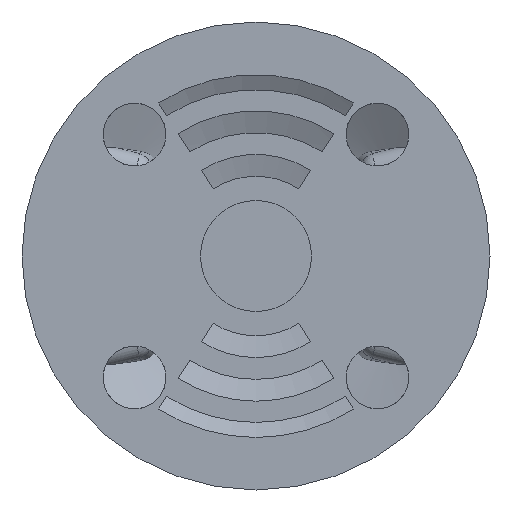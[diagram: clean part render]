
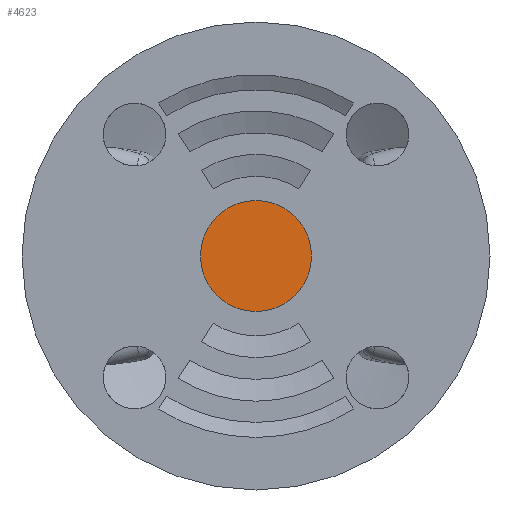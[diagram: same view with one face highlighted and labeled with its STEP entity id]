
A CAD part, front view. The second image highlights one B-rep face of the part: STEP entity #4623.
In plain terms, the highlighted planar face has unit normal (0, -1, 0).
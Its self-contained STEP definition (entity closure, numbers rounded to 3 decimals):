
#135 = CARTESIAN_POINT ( 'NONE',  ( 0., 11., -14. ) ) ;
#669 = CARTESIAN_POINT ( 'NONE',  ( 0., 11., 0. ) ) ;
#944 = CARTESIAN_POINT ( 'NONE',  ( 0., 11., 14. ) ) ;
#1043 = VERTEX_POINT ( 'NONE', #135 ) ;
#1228 = CARTESIAN_POINT ( 'NONE',  ( 0., 11., 0. ) ) ;
#1301 = AXIS2_PLACEMENT_3D ( 'NONE', #669, #1306, #3676 ) ;
#1306 = DIRECTION ( 'NONE',  ( 0., -1., 0. ) ) ;
#1410 = ORIENTED_EDGE ( 'NONE', *, *, #3618, .T. ) ;
#1427 = DIRECTION ( 'NONE',  ( 0., -1., 0. ) ) ;
#1442 = EDGE_CURVE ( 'NONE', #2808, #1043, #3712, .T. ) ;
#1797 = DIRECTION ( 'NONE',  ( 0., -1., 0. ) ) ;
#2352 = ORIENTED_EDGE ( 'NONE', *, *, #1442, .T. ) ;
#2808 = VERTEX_POINT ( 'NONE', #944 ) ;
#3416 = AXIS2_PLACEMENT_3D ( 'NONE', #4832, #1427, #5419 ) ;
#3618 = EDGE_CURVE ( 'NONE', #1043, #2808, #3685, .T. ) ;
#3663 = EDGE_LOOP ( 'NONE', ( #1410, #2352 ) ) ;
#3676 = DIRECTION ( 'NONE',  ( 0., 0., -1. ) ) ;
#3685 = CIRCLE ( 'NONE', #3416, 14. ) ;
#3712 = CIRCLE ( 'NONE', #1301, 14. ) ;
#4623 = ADVANCED_FACE ( 'NONE', ( #5655 ), #6920, .T. ) ;
#4832 = CARTESIAN_POINT ( 'NONE',  ( 0., 11., 0. ) ) ;
#5419 = DIRECTION ( 'NONE',  ( 0., 0., -1. ) ) ;
#5571 = AXIS2_PLACEMENT_3D ( 'NONE', #1228, #1797, #5814 ) ;
#5655 = FACE_OUTER_BOUND ( 'NONE', #3663, .T. ) ;
#5814 = DIRECTION ( 'NONE',  ( 0., 0., -1. ) ) ;
#6920 = PLANE ( 'NONE',  #5571 ) ;
